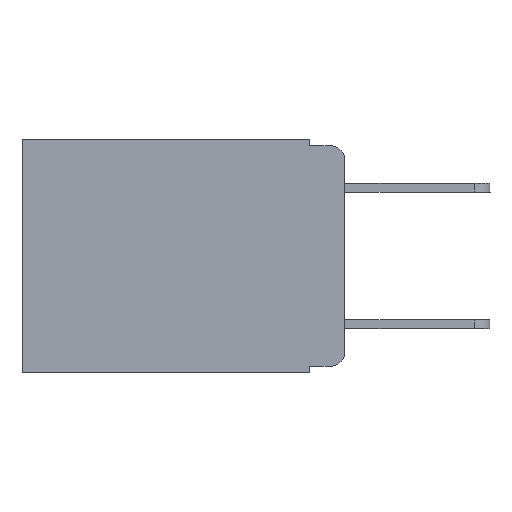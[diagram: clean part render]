
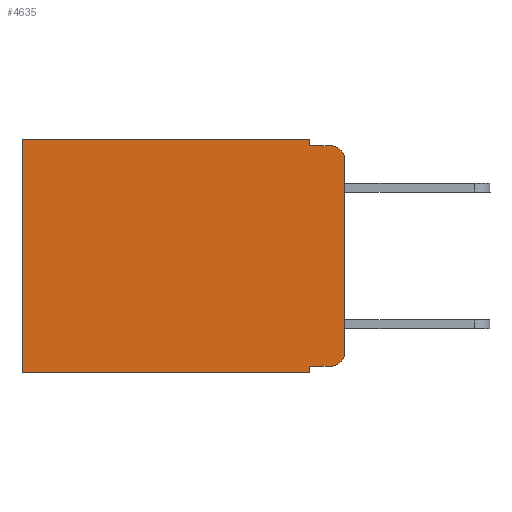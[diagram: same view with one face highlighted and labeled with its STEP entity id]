
A CAD part, left-side view. The second image highlights one B-rep face of the part: STEP entity #4635.
In plain terms, the highlighted planar face has unit normal (-1, 0, 0).
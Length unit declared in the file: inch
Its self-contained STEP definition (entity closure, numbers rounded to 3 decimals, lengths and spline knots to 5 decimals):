
#49 = CARTESIAN_POINT ( 'NONE',  ( 0.298, 0.473, -0.343 ) ) ;
#230 = VECTOR ( 'NONE', #4202, 39.37008 ) ;
#346 = ORIENTED_EDGE ( 'NONE', *, *, #6880, .F. ) ;
#490 = EDGE_CURVE ( 'NONE', #2362, #9174, #4155, .T. ) ;
#634 = LINE ( 'NONE', #1654, #5779 ) ;
#792 = EDGE_CURVE ( 'NONE', #8952, #2389, #3813, .T. ) ;
#813 = VERTEX_POINT ( 'NONE', #8153 ) ;
#946 = EDGE_CURVE ( 'NONE', #5599, #3738, #1078, .T. ) ;
#1078 = LINE ( 'NONE', #5147, #9413 ) ;
#1290 = EDGE_CURVE ( 'NONE', #5285, #4872, #7339, .T. ) ;
#1300 = VECTOR ( 'NONE', #3054, 39.37008 ) ;
#1457 = ORIENTED_EDGE ( 'NONE', *, *, #1290, .F. ) ;
#1539 = EDGE_CURVE ( 'NONE', #5285, #2211, #8482, .T. ) ;
#1565 = CARTESIAN_POINT ( 'NONE',  ( 0.298, 0.051, -0.333 ) ) ;
#1627 = CARTESIAN_POINT ( 'NONE',  ( 0.298, 0.02, -0.333 ) ) ;
#1654 = CARTESIAN_POINT ( 'NONE',  ( 0.298, 0., 0. ) ) ;
#1820 = CARTESIAN_POINT ( 'NONE',  ( 0.298, 0.051, -0.343 ) ) ;
#1821 = DIRECTION ( 'NONE',  ( 0., 0., -1. ) ) ;
#1901 = CARTESIAN_POINT ( 'NONE',  ( 0.298, 0.02, -0.03 ) ) ;
#2122 = DIRECTION ( 'NONE',  ( 0., 0., -1. ) ) ;
#2150 = CARTESIAN_POINT ( 'NONE',  ( 0.298, 0.051, -0.01 ) ) ;
#2208 = VECTOR ( 'NONE', #7777, 39.37008 ) ;
#2211 = VERTEX_POINT ( 'NONE', #1627 ) ;
#2226 = VECTOR ( 'NONE', #9255, 39.37008 ) ;
#2265 = PLANE ( 'NONE',  #6686 ) ;
#2362 = VERTEX_POINT ( 'NONE', #7538 ) ;
#2389 = VERTEX_POINT ( 'NONE', #2507 ) ;
#2507 = CARTESIAN_POINT ( 'NONE',  ( 0.298, 0.051, -0.01 ) ) ;
#2797 = AXIS2_PLACEMENT_3D ( 'NONE', #1901, #7026, #1821 ) ;
#2955 = CIRCLE ( 'NONE', #3746, 0.02 ) ;
#3054 = DIRECTION ( 'NONE',  ( 0., 0., -1. ) ) ;
#3403 = CARTESIAN_POINT ( 'NONE',  ( 0.298, 0.051, 0. ) ) ;
#3592 = CARTESIAN_POINT ( 'NONE',  ( 0.298, 0., -0.343 ) ) ;
#3738 = VERTEX_POINT ( 'NONE', #4234 ) ;
#3746 = AXIS2_PLACEMENT_3D ( 'NONE', #5204, #3870, #8097 ) ;
#3813 = LINE ( 'NONE', #6690, #1300 ) ;
#3870 = DIRECTION ( 'NONE',  ( -1., 0., 0. ) ) ;
#3953 = CARTESIAN_POINT ( 'NONE',  ( 0.298, 0.051, -0.333 ) ) ;
#3999 = ORIENTED_EDGE ( 'NONE', *, *, #792, .F. ) ;
#4014 = EDGE_CURVE ( 'NONE', #2211, #3738, #2955, .T. ) ;
#4103 = CARTESIAN_POINT ( 'NONE',  ( 0.298, 0.473, 0. ) ) ;
#4155 = LINE ( 'NONE', #4103, #2226 ) ;
#4202 = DIRECTION ( 'NONE',  ( 0., 1., 0. ) ) ;
#4216 = ORIENTED_EDGE ( 'NONE', *, *, #4014, .T. ) ;
#4234 = CARTESIAN_POINT ( 'NONE',  ( 0.298, 0., -0.313 ) ) ;
#4305 = VECTOR ( 'NONE', #7272, 39.37008 ) ;
#4315 = ORIENTED_EDGE ( 'NONE', *, *, #946, .F. ) ;
#4358 = DIRECTION ( 'NONE',  ( 1., 0., 0. ) ) ;
#4451 = FACE_OUTER_BOUND ( 'NONE', #6072, .T. ) ;
#4635 = ADVANCED_FACE ( 'NONE', ( #4451 ), #2265, .F. ) ;
#4872 = VERTEX_POINT ( 'NONE', #1820 ) ;
#5147 = CARTESIAN_POINT ( 'NONE',  ( 0.298, 0., 0. ) ) ;
#5204 = CARTESIAN_POINT ( 'NONE',  ( 0.298, 0.02, -0.313 ) ) ;
#5236 = ORIENTED_EDGE ( 'NONE', *, *, #5443, .F. ) ;
#5285 = VERTEX_POINT ( 'NONE', #3953 ) ;
#5299 = ORIENTED_EDGE ( 'NONE', *, *, #490, .T. ) ;
#5443 = EDGE_CURVE ( 'NONE', #4872, #9174, #8662, .T. ) ;
#5599 = VERTEX_POINT ( 'NONE', #6270 ) ;
#5760 = CIRCLE ( 'NONE', #2797, 0.02 ) ;
#5779 = VECTOR ( 'NONE', #6738, 39.37008 ) ;
#5806 = CARTESIAN_POINT ( 'NONE',  ( 0.298, 0.051, 0. ) ) ;
#6072 = EDGE_LOOP ( 'NONE', ( #4315, #8619, #346, #3999, #9020, #5299, #5236, #1457, #6519, #4216 ) ) ;
#6270 = CARTESIAN_POINT ( 'NONE',  ( 0.298, 0., -0.03 ) ) ;
#6519 = ORIENTED_EDGE ( 'NONE', *, *, #1539, .T. ) ;
#6539 = VECTOR ( 'NONE', #8147, 39.37008 ) ;
#6686 = AXIS2_PLACEMENT_3D ( 'NONE', #7912, #4358, #2122 ) ;
#6690 = CARTESIAN_POINT ( 'NONE',  ( 0.298, 0.051, 0. ) ) ;
#6738 = DIRECTION ( 'NONE',  ( 0., 1., 0. ) ) ;
#6880 = EDGE_CURVE ( 'NONE', #2389, #813, #8649, .T. ) ;
#7026 = DIRECTION ( 'NONE',  ( -1., 0., 0. ) ) ;
#7272 = DIRECTION ( 'NONE',  ( 0., -1., 0. ) ) ;
#7339 = LINE ( 'NONE', #3403, #2208 ) ;
#7538 = CARTESIAN_POINT ( 'NONE',  ( 0.298, 0.473, 0. ) ) ;
#7777 = DIRECTION ( 'NONE',  ( 0., 0., -1. ) ) ;
#7859 = EDGE_CURVE ( 'NONE', #8952, #2362, #634, .T. ) ;
#7912 = CARTESIAN_POINT ( 'NONE',  ( 0.298, 0., 0. ) ) ;
#7964 = DIRECTION ( 'NONE',  ( 0., 0., -1. ) ) ;
#8097 = DIRECTION ( 'NONE',  ( 0., 0., -1. ) ) ;
#8147 = DIRECTION ( 'NONE',  ( 0., -1., 0. ) ) ;
#8153 = CARTESIAN_POINT ( 'NONE',  ( 0.298, 0.02, -0.01 ) ) ;
#8482 = LINE ( 'NONE', #1565, #6539 ) ;
#8619 = ORIENTED_EDGE ( 'NONE', *, *, #9013, .T. ) ;
#8649 = LINE ( 'NONE', #2150, #4305 ) ;
#8662 = LINE ( 'NONE', #3592, #230 ) ;
#8952 = VERTEX_POINT ( 'NONE', #5806 ) ;
#9013 = EDGE_CURVE ( 'NONE', #5599, #813, #5760, .T. ) ;
#9020 = ORIENTED_EDGE ( 'NONE', *, *, #7859, .T. ) ;
#9174 = VERTEX_POINT ( 'NONE', #49 ) ;
#9255 = DIRECTION ( 'NONE',  ( 0., 0., -1. ) ) ;
#9413 = VECTOR ( 'NONE', #7964, 39.37008 ) ;
